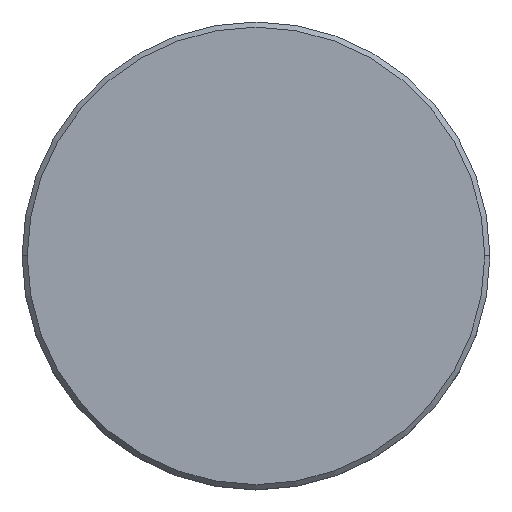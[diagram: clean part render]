
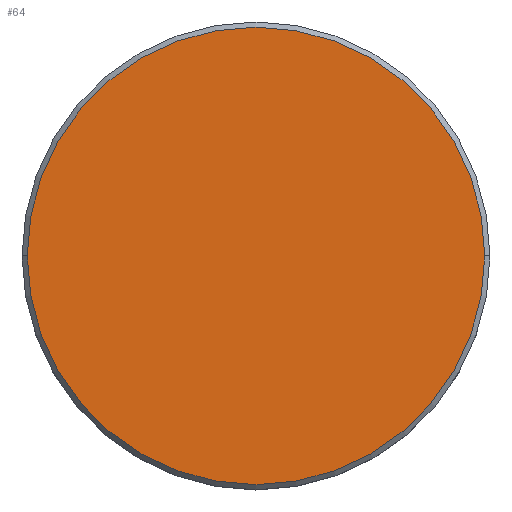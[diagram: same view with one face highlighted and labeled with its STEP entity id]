
A CAD part, top view. The second image highlights one B-rep face of the part: STEP entity #64.
In plain terms, the highlighted planar face has unit normal (0, 0, 1).
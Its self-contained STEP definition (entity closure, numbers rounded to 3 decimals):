
#2 = AXIS2_PLACEMENT_3D ( 'NONE', #581, #350, #121 ) ;
#28 = ORIENTED_EDGE ( 'NONE', *, *, #157, .T. ) ;
#64 = ADVANCED_FACE ( 'NONE', ( #329 ), #156, .T. ) ;
#69 = CARTESIAN_POINT ( 'NONE',  ( -22., 0., 0. ) ) ;
#121 = DIRECTION ( 'NONE',  ( 1., 0., 0. ) ) ;
#156 = PLANE ( 'NONE',  #347 ) ;
#157 = EDGE_CURVE ( 'NONE', #223, #437, #325, .T. ) ;
#193 = CIRCLE ( 'NONE', #2, 22. ) ;
#209 = CARTESIAN_POINT ( 'NONE',  ( 0., 0., 0. ) ) ;
#223 = VERTEX_POINT ( 'NONE', #69 ) ;
#243 = AXIS2_PLACEMENT_3D ( 'NONE', #209, #484, #307 ) ;
#247 = EDGE_CURVE ( 'NONE', #437, #223, #193, .T. ) ;
#298 = ORIENTED_EDGE ( 'NONE', *, *, #247, .T. ) ;
#307 = DIRECTION ( 'NONE',  ( 1., 0., 0. ) ) ;
#325 = CIRCLE ( 'NONE', #243, 22. ) ;
#329 = FACE_OUTER_BOUND ( 'NONE', #457, .T. ) ;
#338 = DIRECTION ( 'NONE',  ( 1., 0., 0. ) ) ;
#347 = AXIS2_PLACEMENT_3D ( 'NONE', #518, #383, #338 ) ;
#350 = DIRECTION ( 'NONE',  ( 0., 0., 1. ) ) ;
#383 = DIRECTION ( 'NONE',  ( 0., 0., 1. ) ) ;
#437 = VERTEX_POINT ( 'NONE', #465 ) ;
#457 = EDGE_LOOP ( 'NONE', ( #28, #298 ) ) ;
#465 = CARTESIAN_POINT ( 'NONE',  ( 22., 0., 0. ) ) ;
#484 = DIRECTION ( 'NONE',  ( 0., 0., 1. ) ) ;
#518 = CARTESIAN_POINT ( 'NONE',  ( 0., 0., 0. ) ) ;
#581 = CARTESIAN_POINT ( 'NONE',  ( 0., 0., 0. ) ) ;
